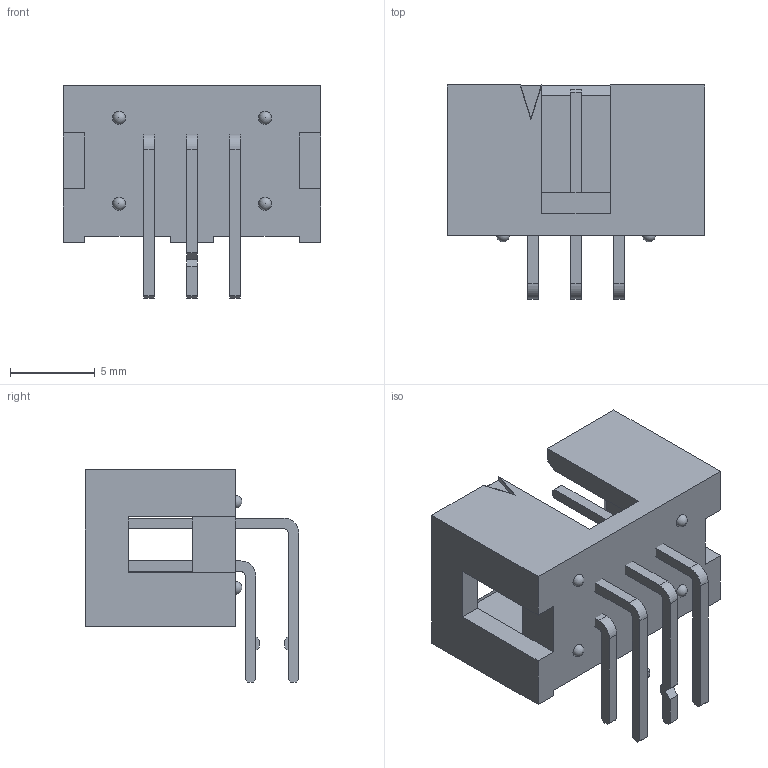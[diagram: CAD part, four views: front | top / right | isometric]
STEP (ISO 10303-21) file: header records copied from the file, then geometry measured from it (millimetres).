
FILE_DESCRIPTION( ( 'STEP AP214' ), '1' );
FILE_NAME( 'TST-103-04-G-D-LA.stp', '2022-02-03T22:16:06', ( 'License CC BY-ND 4.0' ), ( 'CADENAS' ), ' ', 'PARTsolutions', ' ' );
FILE_SCHEMA( ( 'AUTOMOTIVE_DESIGN { 1 0 10303 214 1 1 1 1 }' ) );
Length unit declared in the file: inch
Products named in the file (4): TST-103-04-G-D-LA; _TST-103-04-D_header; _TST-First_Position_Indicator; _T-1S6-03-04-D-LA
Assembly tree (3 placements, depth 2):
  TST-103-04-G-D-LA
    _TST-103-04-D_header
    _TST-First_Position_Indicator
    _T-1S6-03-04-D-LA
Bounding box: 15.24 x 12.64 x 12.57 mm (x, y, z)
Volume: 667.1 mm3; surface area: 1234 mm2
Topology: 3 solids, 3 shells, 160 faces, 467 edges, 309 vertices
Faces by surface type: plane 144, cylinder 12, sphere 4
Entity records: 6485 total; most frequent: CARTESIAN_POINT 924, ORIENTED_EDGE 910, DIRECTION 811, EDGE_CURVE 455, LINE 427, VECTOR 427, VERTEX_POINT 305, AXIS2_PLACEMENT_3D 192
